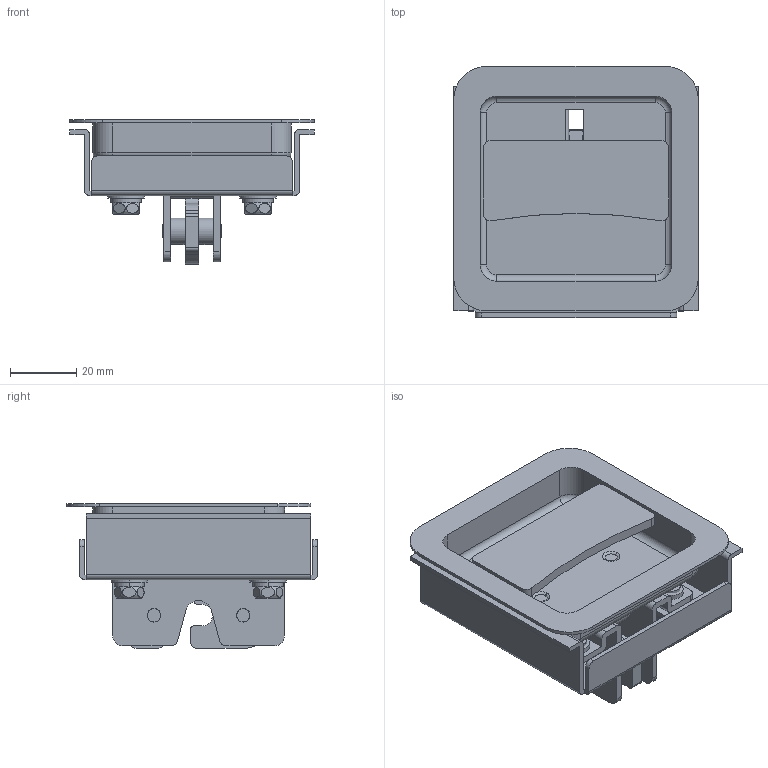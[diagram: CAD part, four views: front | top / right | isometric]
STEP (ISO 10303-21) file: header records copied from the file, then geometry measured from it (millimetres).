
FILE_DESCRIPTION (( 'STEP AP203' ), '1' );
FILE_NAME ('A-1521.STEP', '2011-03-24T00:00:51', ( ' ' ), ( ' ' ), 'SwSTEP 2.0', 'SolidWorks 2011', '' );
FILE_SCHEMA (( 'CONFIG_CONTROL_DESIGN' ));
Length unit declared in the file: millimetre
Products named in the file (15): A-1521; 廫帤寠晅偒榋妏儃儖僩M5_M5亊10; スプリングワッシャーM5_JIS B 1251 No.2 5; 暯儚僢僔儍乕M5彫宆娵_M5亊冇11亊t0.8; A-1521取付プレート_; 廫帤寠晅側傋偹偠M4_M4亊5; スプリングワッシャーM4_JIS B 1251 No.2 4; A-1521ワッシャ_; A-1521リング_; A-1521ストッパー_; A-1521ハンドル_; A-1521SP僈僀僪僺儞_; A-1521ガイドピン_; A-1521バックケース_; A-1521働乕僗儃僢僋僗_
Assembly tree (29 placements, depth 2):
  A-1521
    暯儚僢僔儍乕M5彫宆娵_M5亊冇11亊t0.8  x4
    廫帤寠晅偒榋妏儃儖僩M5_M5亊10  x4
    A-1521取付プレート_
    廫帤寠晅側傋偹偠M4_M4亊5  x2
    スプリングワッシャーM4_JIS B 1251 No.2 4  x2
    A-1521ハンドル_
    A-1521ワッシャ_  x2
    A-1521SP僈僀僪僺儞_
    A-1521リング_  x2
    A-1521ガイドピン_  x2
    A-1521ストッパー_
    A-1521働乕僗儃僢僋僗_
    A-1521バックケース_  x2
    スプリングワッシャーM5_JIS B 1251 No.2 5  x4
Bounding box: 74 x 76 x 43.8 mm (x, y, z)
Volume: 39486.5 mm3; surface area: 53290.5 mm2
Topology: 29 solids, 29 shells, 583 faces, 1434 edges, 956 vertices
Faces by surface type: plane 308, cylinder 239, torus 24, cone 8, sphere 4
Entity records: 12959 total; most frequent: CARTESIAN_POINT 2120, DIRECTION 1982, ORIENTED_EDGE 1752, EDGE_CURVE 876, AXIS2_PLACEMENT_3D 740, VERTEX_POINT 578, VECTOR 502, LINE 502
